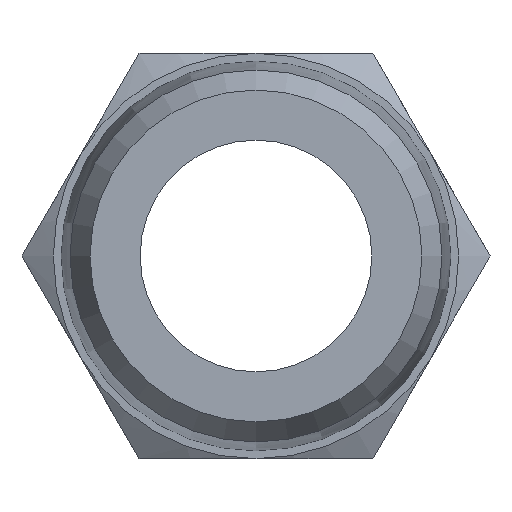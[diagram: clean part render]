
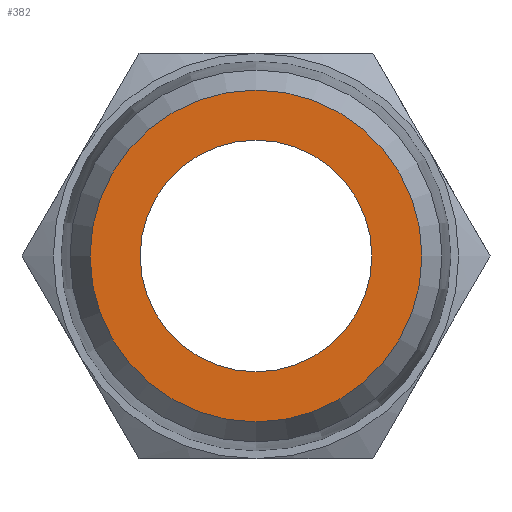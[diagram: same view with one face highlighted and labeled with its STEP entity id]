
A CAD part, front view. The second image highlights one B-rep face of the part: STEP entity #382.
In plain terms, the highlighted planar face has unit normal (0, -1, 0).
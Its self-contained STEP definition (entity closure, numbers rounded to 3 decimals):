
#42=PLANE('',#441);
#163=ORIENTED_EDGE('',*,*,#216,.F.);
#164=ORIENTED_EDGE('',*,*,#215,.T.);
#215=EDGE_CURVE('',#247,#247,#267,.T.);
#216=EDGE_CURVE('',#248,#248,#268,.F.);
#247=VERTEX_POINT('',#723);
#248=VERTEX_POINT('',#726);
#267=CIRCLE('',#440,5.731);
#268=CIRCLE('',#442,4.);
#301=EDGE_LOOP('',(#163));
#302=EDGE_LOOP('',(#164));
#337=FACE_BOUND('',#301,.T.);
#338=FACE_BOUND('',#302,.T.);
#382=ADVANCED_FACE('',(#337,#338),#42,.F.);
#440=AXIS2_PLACEMENT_3D('',#722,#538,#539);
#441=AXIS2_PLACEMENT_3D('',#724,#540,#541);
#442=AXIS2_PLACEMENT_3D('',#725,#542,#543);
#538=DIRECTION('',(0.,-1.,0.));
#539=DIRECTION('',(0.,0.,-1.));
#540=DIRECTION('',(0.,1.,0.));
#541=DIRECTION('',(0.,0.,1.));
#542=DIRECTION('',(0.,1.,0.));
#543=DIRECTION('',(0.,0.,1.));
#722=CARTESIAN_POINT('',(0.,-11.,0.));
#723=CARTESIAN_POINT('',(0.,-11.,-5.731));
#724=CARTESIAN_POINT('',(5.731,-11.,0.));
#725=CARTESIAN_POINT('',(0.,-11.,0.));
#726=CARTESIAN_POINT('',(0.,-11.,4.));
